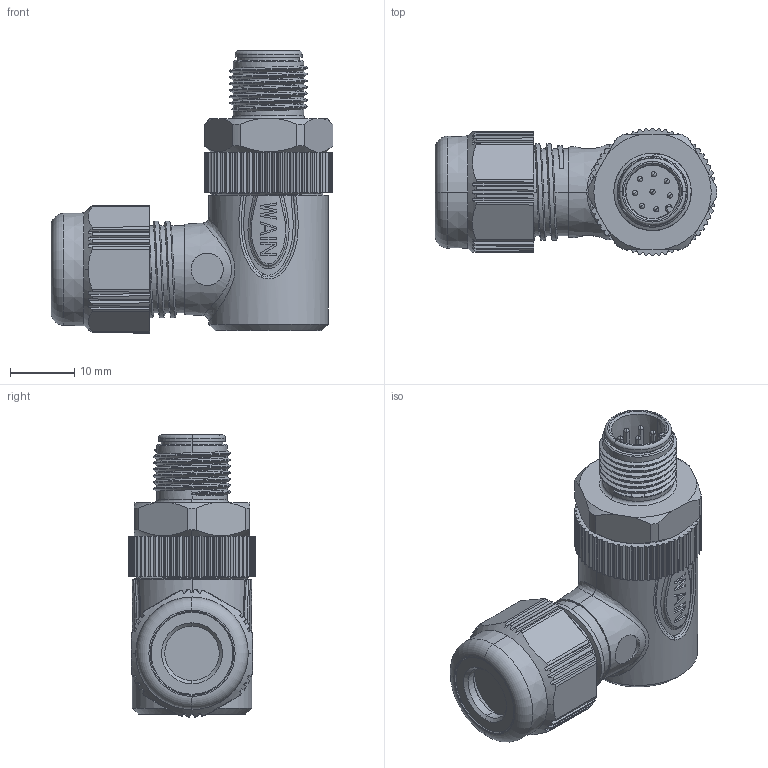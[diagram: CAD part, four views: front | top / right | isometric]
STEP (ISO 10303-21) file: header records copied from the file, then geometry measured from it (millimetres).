
FILE_DESCRIPTION((''),'2;1');
FILE_NAME('ASM0001_SW0001','2024-03-21T',('12262'),(''),'PRO/ENGINEER BY PARAMETRIC TECHNOLOGY CORPORATION, 2012480','PRO/ENGINEER BY PARAMETRIC TECHNOLOGY CORPORATION, 2012480','');
FILE_SCHEMA(('CONFIG_CONTROL_DESIGN'));
Length unit declared in the file: millimetre
Products named in the file (1): ASM0001_SW0001
Bounding box: 43.75 x 19.8 x 43.8 mm (x, y, z)
Volume: 13512.7 mm3; surface area: 10730.2 mm2
Topology: 1 solids, 11 shells, 1351 faces, 3858 edges, 2541 vertices
Faces by surface type: plane 509, cylinder 374, bspline 223, cone 87, torus 71, extrusion 63, sphere 24
Entity records: 66758 total; most frequent: CARTESIAN_POINT 34364, ORIENTED_EDGE 7672, DIRECTION 5431, EDGE_CURVE 3836, VERTEX_POINT 2541, AXIS2_PLACEMENT_3D 1976, B_SPLINE_CURVE_WITH_KNOTS 1572, VECTOR 1479
